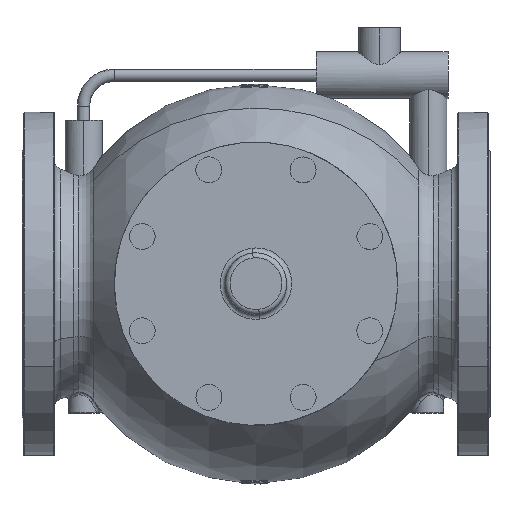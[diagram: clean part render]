
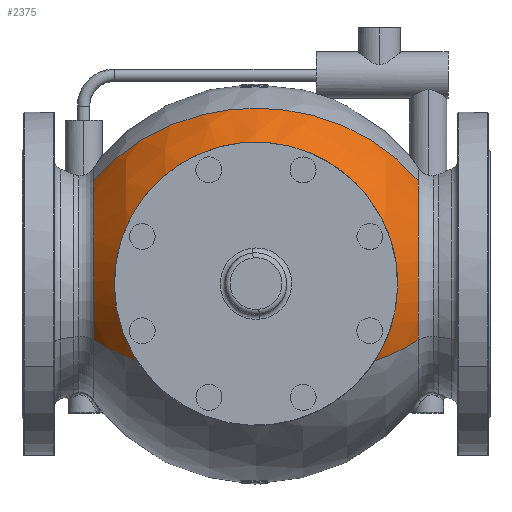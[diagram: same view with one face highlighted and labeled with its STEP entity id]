
A CAD part, top view. The second image highlights one B-rep face of the part: STEP entity #2375.
In plain terms, the highlighted spherical face has radius 162.5 mm.
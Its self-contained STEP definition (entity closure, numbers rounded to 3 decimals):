
#1465=CARTESIAN_POINT('Axis2P3D Location',(0.,-122.,0.)) ;
#1469=CARTESIAN_POINT('Vertex',(137.359,-197.039,43.68)) ;
#1471=CARTESIAN_POINT('Vertex',(136.883,-196.779,-45.579)) ;
#1474=CARTESIAN_POINT('Axis2P3D Location',(0.,-122.,0.)) ;
#1478=CARTESIAN_POINT('Vertex',(83.689,-167.72,-131.576)) ;
#1605=CARTESIAN_POINT('Vertex',(83.689,-167.72,131.576)) ;
#1608=CARTESIAN_POINT('Axis2P3D Location',(0.,-122.,0.)) ;
#2271=CARTESIAN_POINT('Axis2P3D Location',(0.,-122.,0.)) ;
#2276=CARTESIAN_POINT('Axis2P3D Location',(0.,-122.,131.576)) ;
#2280=CARTESIAN_POINT('Vertex',(-45.72,-205.689,131.576)) ;
#2283=CARTESIAN_POINT('Axis2P3D Location',(0.,-122.,0.)) ;
#2287=CARTESIAN_POINT('Vertex',(-63.68,-238.565,93.614)) ;
#2291=CARTESIAN_POINT('Control Point',(-63.68,-238.565,93.614)) ;
#2292=CARTESIAN_POINT('Control Point',(-57.218,-238.565,98.01)) ;
#2293=CARTESIAN_POINT('Control Point',(-50.603,-238.565,101.694)) ;
#2294=CARTESIAN_POINT('Control Point',(-43.986,-238.565,104.682)) ;
#2295=CARTESIAN_POINT('Control Point',(-31.107,-238.565,109.367)) ;
#2296=CARTESIAN_POINT('Control Point',(-18.472,-238.565,111.965)) ;
#2297=CARTESIAN_POINT('Control Point',(-12.334,-238.565,112.795)) ;
#2298=CARTESIAN_POINT('Control Point',(-0.614,-238.565,113.598)) ;
#2299=CARTESIAN_POINT('Control Point',(11.103,-238.565,112.884)) ;
#2300=CARTESIAN_POINT('Control Point',(16.745,-238.565,112.195)) ;
#2301=CARTESIAN_POINT('Control Point',(27.169,-238.565,110.25)) ;
#2302=CARTESIAN_POINT('Control Point',(37.762,-238.565,106.918)) ;
#2303=CARTESIAN_POINT('Control Point',(42.611,-238.565,105.094)) ;
#2304=CARTESIAN_POINT('Control Point',(51.029,-238.565,101.351)) ;
#2305=CARTESIAN_POINT('Control Point',(59.399,-238.565,96.518)) ;
#2306=CARTESIAN_POINT('Control Point',(62.904,-238.565,94.279)) ;
#2307=CARTESIAN_POINT('Control Point',(70.803,-238.565,88.693)) ;
#2308=CARTESIAN_POINT('Control Point',(78.341,-238.565,82.036)) ;
#2309=CARTESIAN_POINT('Control Point',(82.407,-238.566,77.964)) ;
#2310=CARTESIAN_POINT('Control Point',(89.619,-238.566,69.738)) ;
#2311=CARTESIAN_POINT('Control Point',(95.888,-238.565,60.539)) ;
#2312=CARTESIAN_POINT('Control Point',(98.579,-238.565,56.054)) ;
#2313=CARTESIAN_POINT('Control Point',(105.346,-238.565,43.133)) ;
#2314=CARTESIAN_POINT('Control Point',(110.008,-238.566,29.158)) ;
#2315=CARTESIAN_POINT('Control Point',(112.051,-238.566,19.905)) ;
#2316=CARTESIAN_POINT('Control Point',(113.534,-238.565,6.884)) ;
#2317=CARTESIAN_POINT('Control Point',(113.141,-238.565,-6.152)) ;
#2318=CARTESIAN_POINT('Control Point',(112.884,-238.565,-9.793)) ;
#2319=CARTESIAN_POINT('Control Point',(111.614,-238.566,-21.211)) ;
#2320=CARTESIAN_POINT('Control Point',(108.905,-238.567,-32.415)) ;
#2321=CARTESIAN_POINT('Control Point',(106.397,-238.566,-39.885)) ;
#2322=CARTESIAN_POINT('Control Point',(101.139,-238.565,-51.945)) ;
#2323=CARTESIAN_POINT('Control Point',(94.288,-238.565,-63.007)) ;
#2324=CARTESIAN_POINT('Control Point',(91.28,-238.566,-67.285)) ;
#2325=CARTESIAN_POINT('Control Point',(84.415,-238.566,-75.944)) ;
#2326=CARTESIAN_POINT('Control Point',(76.742,-238.566,-83.535)) ;
#2327=CARTESIAN_POINT('Control Point',(72.492,-238.565,-87.235)) ;
#2328=CARTESIAN_POINT('Control Point',(68.122,-238.565,-90.593)) ;
#2329=CARTESIAN_POINT('Control Point',(63.68,-238.565,-93.614)) ;
#2330=CARTESIAN_POINT('Vertex',(63.68,-238.565,-93.614)) ;
#2334=CARTESIAN_POINT('Control Point',(63.68,-238.565,-93.614)) ;
#2335=CARTESIAN_POINT('Control Point',(58.682,-238.565,-97.014)) ;
#2336=CARTESIAN_POINT('Control Point',(53.595,-238.565,-99.987)) ;
#2337=CARTESIAN_POINT('Control Point',(48.487,-238.565,-102.54)) ;
#2338=CARTESIAN_POINT('Control Point',(37.172,-238.565,-107.366)) ;
#2339=CARTESIAN_POINT('Control Point',(26.012,-238.565,-110.46)) ;
#2340=CARTESIAN_POINT('Control Point',(19.944,-238.565,-111.699)) ;
#2341=CARTESIAN_POINT('Control Point',(5.735,-238.565,-113.64)) ;
#2342=CARTESIAN_POINT('Control Point',(-8.346,-238.565,-113.345)) ;
#2343=CARTESIAN_POINT('Control Point',(-16.508,-238.565,-112.47)) ;
#2344=CARTESIAN_POINT('Control Point',(-30.771,-238.566,-109.628)) ;
#2345=CARTESIAN_POINT('Control Point',(-45.344,-238.565,-104.059)) ;
#2346=CARTESIAN_POINT('Control Point',(-51.507,-238.565,-101.187)) ;
#2347=CARTESIAN_POINT('Control Point',(-57.659,-238.565,-97.71)) ;
#2348=CARTESIAN_POINT('Control Point',(-63.68,-238.565,-93.614)) ;
#2349=CARTESIAN_POINT('Vertex',(-63.68,-238.565,-93.614)) ;
#2352=CARTESIAN_POINT('Axis2P3D Location',(0.,-122.,0.)) ;
#2356=CARTESIAN_POINT('Vertex',(-45.72,-205.689,-131.576)) ;
#2359=CARTESIAN_POINT('Axis2P3D Location',(0.,-122.,-131.576)) ;
#1466=DIRECTION('Axis2P3D Direction',(0.479,0.878,0.)) ;
#1475=DIRECTION('Axis2P3D Direction',(0.479,0.878,0.)) ;
#1609=DIRECTION('Axis2P3D Direction',(0.479,0.878,0.)) ;
#2272=DIRECTION('Axis2P3D Direction',(0.,0.,-1.)) ;
#2273=DIRECTION('Axis2P3D XDirection',(-0.479,-0.878,0.)) ;
#2277=DIRECTION('Axis2P3D Direction',(0.,0.,-1.)) ;
#2284=DIRECTION('Axis2P3D Direction',(0.878,-0.479,0.)) ;
#2353=DIRECTION('Axis2P3D Direction',(0.878,-0.479,0.)) ;
#2360=DIRECTION('Axis2P3D Direction',(0.,0.,-1.)) ;
#1467=AXIS2_PLACEMENT_3D('Circle Axis2P3D',#1465,#1466,$) ;
#1476=AXIS2_PLACEMENT_3D('Circle Axis2P3D',#1474,#1475,$) ;
#1610=AXIS2_PLACEMENT_3D('Circle Axis2P3D',#1608,#1609,$) ;
#2274=AXIS2_PLACEMENT_3D('Sphere Axis2P3D',#2271,#2272,#2273) ;
#2278=AXIS2_PLACEMENT_3D('Circle Axis2P3D',#2276,#2277,$) ;
#2285=AXIS2_PLACEMENT_3D('Circle Axis2P3D',#2283,#2284,$) ;
#2354=AXIS2_PLACEMENT_3D('Circle Axis2P3D',#2352,#2353,$) ;
#2361=AXIS2_PLACEMENT_3D('Circle Axis2P3D',#2359,#2360,$) ;
#1468=CIRCLE('generated circle',#1467,162.5) ;
#1477=CIRCLE('generated circle',#1476,162.5) ;
#1611=CIRCLE('generated circle',#1610,162.5) ;
#2279=CIRCLE('generated circle',#2278,95.363) ;
#2286=CIRCLE('generated circle',#2285,162.5) ;
#2355=CIRCLE('generated circle',#2354,162.5) ;
#2362=CIRCLE('generated circle',#2361,95.363) ;
#2275=SPHERICAL_SURFACE('',#2274,162.5) ;
#1473=EDGE_CURVE('',#1470,#1472,#1468,.T.) ;
#1480=EDGE_CURVE('',#1472,#1479,#1477,.T.) ;
#1612=EDGE_CURVE('',#1606,#1470,#1611,.T.) ;
#2282=EDGE_CURVE('',#1606,#2281,#2279,.T.) ;
#2289=EDGE_CURVE('',#2288,#2281,#2286,.F.) ;
#2332=EDGE_CURVE('',#2331,#2288,#2290,.F.) ;
#2351=EDGE_CURVE('',#2350,#2331,#2333,.F.) ;
#2358=EDGE_CURVE('',#2357,#2350,#2355,.F.) ;
#2363=EDGE_CURVE('',#1479,#2357,#2362,.T.) ;
#2364=EDGE_LOOP('',(#2365,#2366,#2367,#2368,#2369,#2370,#2371,#2372,#2373)) ;
#2365=ORIENTED_EDGE('',*,*,#1612,.F.) ;
#2366=ORIENTED_EDGE('',*,*,#2282,.T.) ;
#2367=ORIENTED_EDGE('',*,*,#2289,.F.) ;
#2368=ORIENTED_EDGE('',*,*,#2332,.F.) ;
#2369=ORIENTED_EDGE('',*,*,#2351,.F.) ;
#2370=ORIENTED_EDGE('',*,*,#2358,.F.) ;
#2371=ORIENTED_EDGE('',*,*,#2363,.F.) ;
#2372=ORIENTED_EDGE('',*,*,#1480,.F.) ;
#2373=ORIENTED_EDGE('',*,*,#1473,.F.) ;
#1470=VERTEX_POINT('',#1469) ;
#1472=VERTEX_POINT('',#1471) ;
#1479=VERTEX_POINT('',#1478) ;
#1606=VERTEX_POINT('',#1605) ;
#2281=VERTEX_POINT('',#2280) ;
#2288=VERTEX_POINT('',#2287) ;
#2331=VERTEX_POINT('',#2330) ;
#2350=VERTEX_POINT('',#2349) ;
#2357=VERTEX_POINT('',#2356) ;
#2375=ADVANCED_FACE('Brep With Voids',(#2374),#2275,.T.) ;
#2290=B_SPLINE_CURVE_WITH_KNOTS('',5,(#2291,#2292,#2293,#2294,#2295,#2296,#2297,#2298,#2299,#2300,#2301,#2302,#2303,#2304,#2305,#2306,#2307,#2308,#2309,#2310,#2311,#2312,#2313,#2314,#2315,#2316,#2317,#2318,#2319,#2320,#2321,#2322,#2323,#2324,#2325,#2326,#2327,#2328,#2329),.UNSPECIFIED.,.F.,.U.,(6,3,3,3,3,3,3,3,3,3,3,3,6),(0.,58.824,115.448,167.56,210.941,242.552,283.071,318.563,381.769,406.331,459.07,494.815,535.253),.UNSPECIFIED.) ;
#2333=B_SPLINE_CURVE_WITH_KNOTS('',5,(#2334,#2335,#2336,#2337,#2338,#2339,#2340,#2341,#2342,#2343,#2344,#2345,#2346,#2347,#2348),.UNSPECIFIED.,.F.,.U.,(6,3,3,3,6),(0.,43.204,95.994,167.931,219.985),.UNSPECIFIED.) ;
#2374=FACE_OUTER_BOUND('',#2364,.T.) ;
